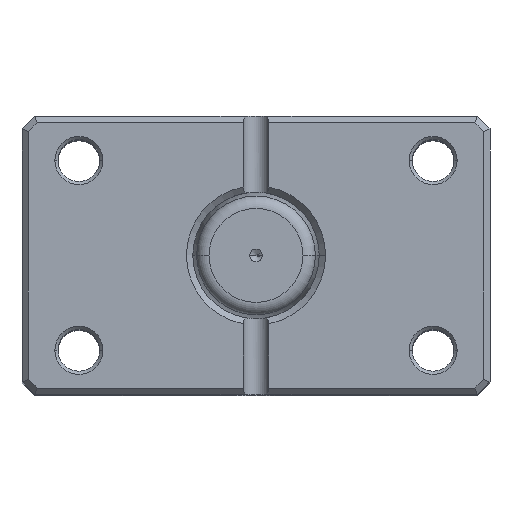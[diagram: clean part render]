
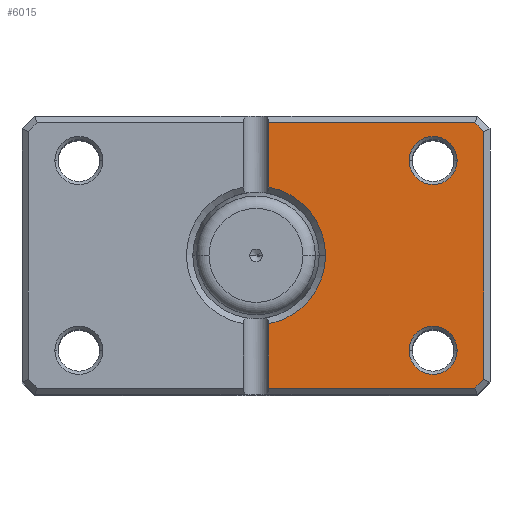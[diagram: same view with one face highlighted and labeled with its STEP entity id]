
A CAD part, top view. The second image highlights one B-rep face of the part: STEP entity #6015.
In plain terms, the highlighted face is planar.
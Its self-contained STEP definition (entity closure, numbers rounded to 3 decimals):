
#3 = PLANE ( 'NONE',  #2469 ) ;
#7 = AXIS2_PLACEMENT_3D ( 'NONE', #6317, #5365, #4871 ) ;
#110 = EDGE_CURVE ( 'NONE', #2730, #762, #3048, .T. ) ;
#118 = VERTEX_POINT ( 'NONE', #4431 ) ;
#175 = CARTESIAN_POINT ( 'NONE',  ( -24.2, -15., 0. ) ) ;
#257 = CARTESIAN_POINT ( 'NONE',  ( -36., 19.586, 0. ) ) ;
#261 = DIRECTION ( 'NONE',  ( 0., 1., 0. ) ) ;
#266 = VERTEX_POINT ( 'NONE', #983 ) ;
#268 = DIRECTION ( 'NONE',  ( 0., -1., 0. ) ) ;
#338 = FACE_BOUND ( 'NONE', #1723, .T. ) ;
#376 = EDGE_CURVE ( 'NONE', #5208, #6321, #1100, .T. ) ;
#404 = EDGE_CURVE ( 'NONE', #118, #557, #3505, .T. ) ;
#511 = DIRECTION ( 'NONE',  ( 1., 0., 0. ) ) ;
#527 = ORIENTED_EDGE ( 'NONE', *, *, #4792, .T. ) ;
#557 = VERTEX_POINT ( 'NONE', #6184 ) ;
#673 = VECTOR ( 'NONE', #268, 1000. ) ;
#762 = VERTEX_POINT ( 'NONE', #2110 ) ;
#766 = VERTEX_POINT ( 'NONE', #849 ) ;
#844 = DIRECTION ( 'NONE',  ( 0., 0., 1. ) ) ;
#849 = CARTESIAN_POINT ( 'NONE',  ( -31.8, -15., 0. ) ) ;
#983 = CARTESIAN_POINT ( 'NONE',  ( -34.586, -21., 0. ) ) ;
#1100 = LINE ( 'NONE', #3116, #6102 ) ;
#1135 = EDGE_CURVE ( 'NONE', #4410, #1648, #4769, .T. ) ;
#1458 = LINE ( 'NONE', #1917, #2521 ) ;
#1628 = CARTESIAN_POINT ( 'NONE',  ( -2., 10.817, 0. ) ) ;
#1648 = VERTEX_POINT ( 'NONE', #4284 ) ;
#1723 = EDGE_LOOP ( 'NONE', ( #4354, #2126 ) ) ;
#1738 = CIRCLE ( 'NONE', #7, 3.8 ) ;
#1777 = VECTOR ( 'NONE', #6062, 1000. ) ;
#1886 = ORIENTED_EDGE ( 'NONE', *, *, #5428, .T. ) ;
#1917 = CARTESIAN_POINT ( 'NONE',  ( -27.793, 27.793, 0. ) ) ;
#1955 = AXIS2_PLACEMENT_3D ( 'NONE', #3243, #3228, #3199 ) ;
#1966 = ORIENTED_EDGE ( 'NONE', *, *, #5644, .T. ) ;
#2110 = CARTESIAN_POINT ( 'NONE',  ( -2., -21., 0. ) ) ;
#2126 = ORIENTED_EDGE ( 'NONE', *, *, #3537, .T. ) ;
#2176 = DIRECTION ( 'NONE',  ( -1., 0., 0. ) ) ;
#2202 = CIRCLE ( 'NONE', #6131, 11. ) ;
#2266 = VERTEX_POINT ( 'NONE', #6275 ) ;
#2271 = CIRCLE ( 'NONE', #6346, 11. ) ;
#2371 = CARTESIAN_POINT ( 'NONE',  ( 0., -21., 0. ) ) ;
#2469 = AXIS2_PLACEMENT_3D ( 'NONE', #3079, #3574, #511 ) ;
#2471 = VECTOR ( 'NONE', #2176, 1000. ) ;
#2521 = VECTOR ( 'NONE', #3463, 1000. ) ;
#2546 = VERTEX_POINT ( 'NONE', #175 ) ;
#2730 = VERTEX_POINT ( 'NONE', #6370 ) ;
#2830 = DIRECTION ( 'NONE',  ( 0., 0., 1. ) ) ;
#2894 = DIRECTION ( 'NONE',  ( 0., 0., 1. ) ) ;
#2950 = EDGE_CURVE ( 'NONE', #766, #2546, #5711, .T. ) ;
#3048 = LINE ( 'NONE', #5966, #4207 ) ;
#3073 = CARTESIAN_POINT ( 'NONE',  ( 0., 0., 0. ) ) ;
#3079 = CARTESIAN_POINT ( 'NONE',  ( 0., 0., 0. ) ) ;
#3116 = CARTESIAN_POINT ( 'NONE',  ( -36., 0., 0. ) ) ;
#3148 = CARTESIAN_POINT ( 'NONE',  ( -36., -19.586, 0. ) ) ;
#3186 = EDGE_LOOP ( 'NONE', ( #1886, #1966, #527, #5452, #5280, #4982, #4878, #4321, #4108 ) ) ;
#3199 = DIRECTION ( 'NONE',  ( 1., 0., 0. ) ) ;
#3228 = DIRECTION ( 'NONE',  ( 0., 0., 1. ) ) ;
#3243 = CARTESIAN_POINT ( 'NONE',  ( -28., -15., 0. ) ) ;
#3292 = ORIENTED_EDGE ( 'NONE', *, *, #404, .T. ) ;
#3353 = CARTESIAN_POINT ( 'NONE',  ( -2., 22., 0. ) ) ;
#3463 = DIRECTION ( 'NONE',  ( 0.707, 0.707, 0. ) ) ;
#3505 = CIRCLE ( 'NONE', #3632, 3.8 ) ;
#3537 = EDGE_CURVE ( 'NONE', #2546, #766, #1738, .T. ) ;
#3567 = DIRECTION ( 'NONE',  ( 1., 0., 0. ) ) ;
#3574 = DIRECTION ( 'NONE',  ( 0., 0., 1. ) ) ;
#3632 = AXIS2_PLACEMENT_3D ( 'NONE', #3778, #3799, #3841 ) ;
#3676 = EDGE_CURVE ( 'NONE', #762, #266, #3976, .T. ) ;
#3778 = CARTESIAN_POINT ( 'NONE',  ( -28., 15., 0. ) ) ;
#3799 = DIRECTION ( 'NONE',  ( 0., 0., 1. ) ) ;
#3841 = DIRECTION ( 'NONE',  ( 1., 0., 0. ) ) ;
#3901 = CARTESIAN_POINT ( 'NONE',  ( 0., 0., 0. ) ) ;
#3976 = LINE ( 'NONE', #2371, #2471 ) ;
#4108 = ORIENTED_EDGE ( 'NONE', *, *, #1135, .T. ) ;
#4207 = VECTOR ( 'NONE', #4976, 1000. ) ;
#4284 = CARTESIAN_POINT ( 'NONE',  ( -2., 21., 0. ) ) ;
#4321 = ORIENTED_EDGE ( 'NONE', *, *, #5850, .T. ) ;
#4354 = ORIENTED_EDGE ( 'NONE', *, *, #2950, .T. ) ;
#4376 = FACE_OUTER_BOUND ( 'NONE', #3186, .T. ) ;
#4378 = DIRECTION ( 'NONE',  ( 1., 0., 0. ) ) ;
#4410 = VERTEX_POINT ( 'NONE', #4597 ) ;
#4431 = CARTESIAN_POINT ( 'NONE',  ( -24.2, 15., 0. ) ) ;
#4464 = VERTEX_POINT ( 'NONE', #1628 ) ;
#4597 = CARTESIAN_POINT ( 'NONE',  ( -34.586, 21., 0. ) ) ;
#4769 = LINE ( 'NONE', #5895, #5762 ) ;
#4775 = EDGE_CURVE ( 'NONE', #557, #118, #4828, .T. ) ;
#4792 = EDGE_CURVE ( 'NONE', #2266, #2730, #2202, .T. ) ;
#4822 = LINE ( 'NONE', #3353, #673 ) ;
#4828 = CIRCLE ( 'NONE', #5781, 3.8 ) ;
#4871 = DIRECTION ( 'NONE',  ( 1., 0., 0. ) ) ;
#4878 = ORIENTED_EDGE ( 'NONE', *, *, #376, .T. ) ;
#4976 = DIRECTION ( 'NONE',  ( 0., -1., 0. ) ) ;
#4982 = ORIENTED_EDGE ( 'NONE', *, *, #5193, .T. ) ;
#5193 = EDGE_CURVE ( 'NONE', #266, #5208, #5747, .T. ) ;
#5208 = VERTEX_POINT ( 'NONE', #3148 ) ;
#5280 = ORIENTED_EDGE ( 'NONE', *, *, #3676, .T. ) ;
#5291 = EDGE_LOOP ( 'NONE', ( #6420, #3292 ) ) ;
#5365 = DIRECTION ( 'NONE',  ( 0., 0., 1. ) ) ;
#5428 = EDGE_CURVE ( 'NONE', #1648, #4464, #4822, .T. ) ;
#5452 = ORIENTED_EDGE ( 'NONE', *, *, #110, .T. ) ;
#5516 = FACE_BOUND ( 'NONE', #5291, .T. ) ;
#5566 = CARTESIAN_POINT ( 'NONE',  ( -27.793, -27.793, 0. ) ) ;
#5644 = EDGE_CURVE ( 'NONE', #4464, #2266, #2271, .T. ) ;
#5711 = CIRCLE ( 'NONE', #1955, 3.8 ) ;
#5747 = LINE ( 'NONE', #5566, #1777 ) ;
#5762 = VECTOR ( 'NONE', #6087, 1000. ) ;
#5781 = AXIS2_PLACEMENT_3D ( 'NONE', #5817, #2894, #6322 ) ;
#5817 = CARTESIAN_POINT ( 'NONE',  ( -28., 15., 0. ) ) ;
#5850 = EDGE_CURVE ( 'NONE', #6321, #4410, #1458, .T. ) ;
#5895 = CARTESIAN_POINT ( 'NONE',  ( 0., 21., 0. ) ) ;
#5966 = CARTESIAN_POINT ( 'NONE',  ( -2., 22., 0. ) ) ;
#6015 = ADVANCED_FACE ( 'NONE', ( #338, #5516, #4376 ), #3, .F. ) ;
#6062 = DIRECTION ( 'NONE',  ( -0.707, 0.707, 0. ) ) ;
#6087 = DIRECTION ( 'NONE',  ( 1., 0., 0. ) ) ;
#6102 = VECTOR ( 'NONE', #261, 1000. ) ;
#6131 = AXIS2_PLACEMENT_3D ( 'NONE', #3901, #844, #4378 ) ;
#6184 = CARTESIAN_POINT ( 'NONE',  ( -31.8, 15., 0. ) ) ;
#6275 = CARTESIAN_POINT ( 'NONE',  ( -11., 0., 0. ) ) ;
#6317 = CARTESIAN_POINT ( 'NONE',  ( -28., -15., 0. ) ) ;
#6321 = VERTEX_POINT ( 'NONE', #257 ) ;
#6322 = DIRECTION ( 'NONE',  ( 1., 0., 0. ) ) ;
#6346 = AXIS2_PLACEMENT_3D ( 'NONE', #3073, #2830, #3567 ) ;
#6370 = CARTESIAN_POINT ( 'NONE',  ( -2., -10.817, 0. ) ) ;
#6420 = ORIENTED_EDGE ( 'NONE', *, *, #4775, .T. ) ;
